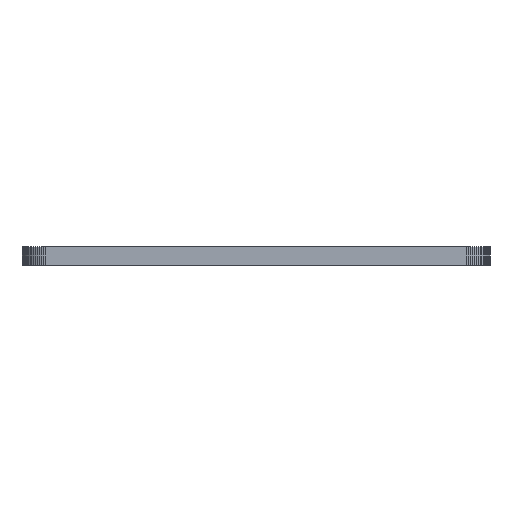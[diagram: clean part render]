
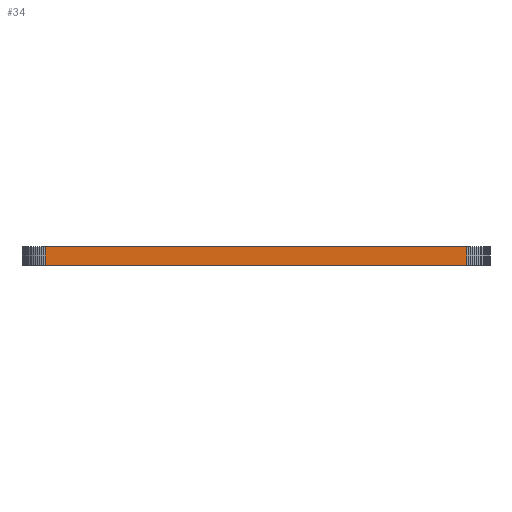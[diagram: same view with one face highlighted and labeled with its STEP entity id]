
A CAD part, left-side view. The second image highlights one B-rep face of the part: STEP entity #34.
In plain terms, the highlighted planar face has unit normal (-1, 0, 0).
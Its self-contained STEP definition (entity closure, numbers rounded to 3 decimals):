
#34=ADVANCED_FACE('',(#132),#1712,.T.);
#132=FACE_OUTER_BOUND('',#230,.T.);
#230=EDGE_LOOP('',(#348,#349,#350,#351));
#348=ORIENTED_EDGE('',*,*,#924,.T.);
#349=ORIENTED_EDGE('',*,*,#925,.T.);
#350=ORIENTED_EDGE('',*,*,#926,.F.);
#351=ORIENTED_EDGE('',*,*,#927,.F.);
#924=EDGE_CURVE('',#1500,#1501,#1272,.T.);
#925=EDGE_CURVE('',#1501,#1502,#1273,.T.);
#926=EDGE_CURVE('',#1503,#1502,#1274,.T.);
#927=EDGE_CURVE('',#1500,#1503,#1275,.T.);
#1272=B_SPLINE_CURVE_WITH_KNOTS('',1,(#2370,#2371),.UNSPECIFIED.,.F.,.F.,
(2,2),(-76.,-75.),.UNSPECIFIED.);
#1273=B_SPLINE_CURVE_WITH_KNOTS('',1,(#2372,#2373),.UNSPECIFIED.,.F.,.F.,
(2,2),(0.,1.6),.UNSPECIFIED.);
#1274=B_SPLINE_CURVE_WITH_KNOTS('',1,(#2374,#2375),.UNSPECIFIED.,.F.,.F.,
(2,2),(-76.,-75.),.UNSPECIFIED.);
#1275=B_SPLINE_CURVE_WITH_KNOTS('',1,(#2376,#2377),.UNSPECIFIED.,.F.,.F.,
(2,2),(0.,1.6),.UNSPECIFIED.);
#1500=VERTEX_POINT('',#2178);
#1501=VERTEX_POINT('',#2179);
#1502=VERTEX_POINT('',#2180);
#1503=VERTEX_POINT('',#2181);
#1712=PLANE('',#1878);
#1878=AXIS2_PLACEMENT_3D('',#2080,#1979,$);
#1979=DIRECTION('',(-1.,0.,0.));
#2080=CARTESIAN_POINT('',(-20.,-18.,0.));
#2178=CARTESIAN_POINT('',(-20.,-18.,0.));
#2179=CARTESIAN_POINT('',(-20.,18.,0.));
#2180=CARTESIAN_POINT('',(-20.,18.,-1.6));
#2181=CARTESIAN_POINT('',(-20.,-18.,-1.6));
#2370=CARTESIAN_POINT('',(-20.,-18.,0.));
#2371=CARTESIAN_POINT('',(-20.,18.,0.));
#2372=CARTESIAN_POINT('',(-20.,18.,0.));
#2373=CARTESIAN_POINT('',(-20.,18.,-1.6));
#2374=CARTESIAN_POINT('',(-20.,-18.,-1.6));
#2375=CARTESIAN_POINT('',(-20.,18.,-1.6));
#2376=CARTESIAN_POINT('',(-20.,-18.,0.));
#2377=CARTESIAN_POINT('',(-20.,-18.,-1.6));
